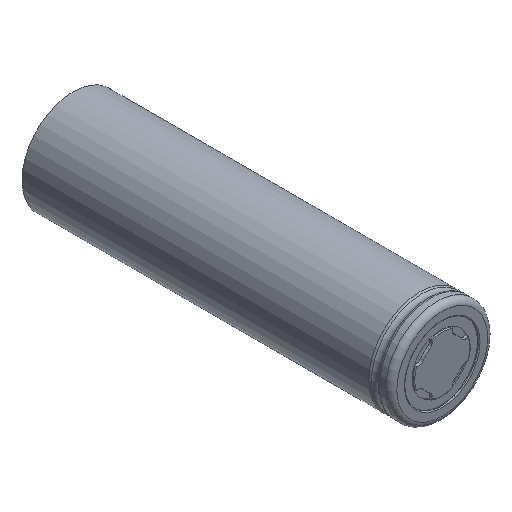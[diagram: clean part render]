
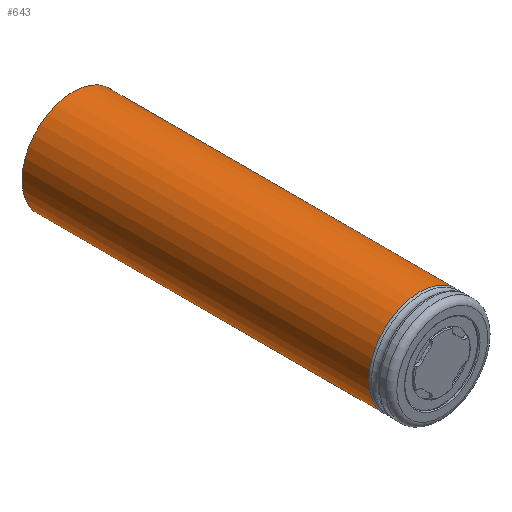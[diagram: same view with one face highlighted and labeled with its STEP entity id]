
A CAD part, isometric view. The second image highlights one B-rep face of the part: STEP entity #643.
In plain terms, the highlighted cylindrical face has radius 9 mm (diameter 18 mm), a full revolution.
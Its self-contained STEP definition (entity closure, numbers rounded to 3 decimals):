
#57=LINE('',#1256,#84);
#84=VECTOR('',#966,9.);
#106=CYLINDRICAL_SURFACE('',#750,9.);
#142=FACE_OUTER_BOUND('',#183,.T.);
#183=EDGE_LOOP('',(#560,#561,#562,#563));
#242=CIRCLE('',#748,9.);
#244=CIRCLE('',#751,9.);
#304=VERTEX_POINT('',#1250);
#305=VERTEX_POINT('',#1254);
#392=EDGE_CURVE('',#304,#304,#242,.T.);
#394=EDGE_CURVE('',#305,#305,#244,.T.);
#395=EDGE_CURVE('',#305,#304,#57,.T.);
#560=ORIENTED_EDGE('',*,*,#394,.F.);
#561=ORIENTED_EDGE('',*,*,#395,.T.);
#562=ORIENTED_EDGE('',*,*,#392,.T.);
#563=ORIENTED_EDGE('',*,*,#395,.F.);
#643=ADVANCED_FACE('',(#142),#106,.T.);
#748=AXIS2_PLACEMENT_3D('',#1251,#958,#959);
#750=AXIS2_PLACEMENT_3D('',#1253,#962,#963);
#751=AXIS2_PLACEMENT_3D('',#1255,#964,#965);
#958=DIRECTION('center_axis',(0.,1.,0.));
#959=DIRECTION('ref_axis',(1.,0.,0.));
#962=DIRECTION('center_axis',(0.,1.,0.));
#963=DIRECTION('ref_axis',(0.,0.,1.));
#964=DIRECTION('center_axis',(0.,1.,0.));
#965=DIRECTION('ref_axis',(1.,0.,0.));
#966=DIRECTION('',(0.,-1.,0.));
#1250=CARTESIAN_POINT('',(0.,3.933,-9.));
#1251=CARTESIAN_POINT('Origin',(0.,3.933,0.));
#1253=CARTESIAN_POINT('Origin',(0.,34.466,0.));
#1254=CARTESIAN_POINT('',(0.,65.,-9.));
#1255=CARTESIAN_POINT('Origin',(0.,65.,0.));
#1256=CARTESIAN_POINT('',(0.,34.466,-9.));
